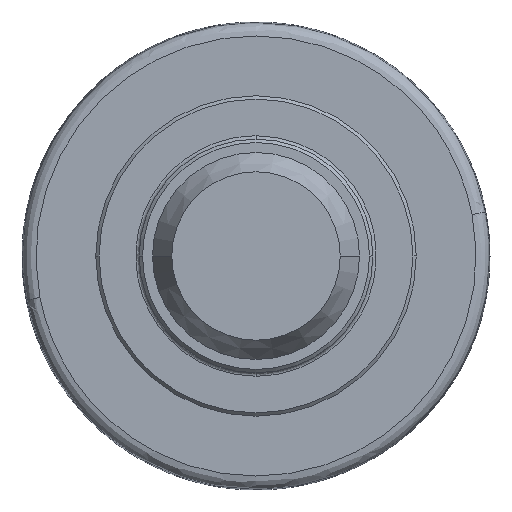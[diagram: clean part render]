
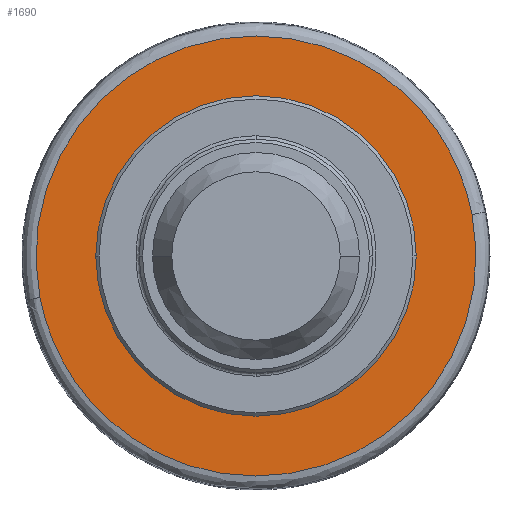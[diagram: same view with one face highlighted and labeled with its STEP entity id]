
A CAD part, left-side view. The second image highlights one B-rep face of the part: STEP entity #1690.
In plain terms, the highlighted planar face has unit normal (-1, 0, 0).
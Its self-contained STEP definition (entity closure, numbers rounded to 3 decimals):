
#45 = EDGE_CURVE ( 'NONE', #152, #178, #1490, .T. ) ;
#47 = EDGE_CURVE ( 'NONE', #149, #156, #1281, .T. ) ;
#116 = EDGE_CURVE ( 'NONE', #178, #152, #1574, .T. ) ;
#124 = EDGE_CURVE ( 'NONE', #156, #149, #1283, .T. ) ;
#147 = AXIS2_PLACEMENT_3D ( 'NONE', #705, #753, #754 ) ;
#149 = VERTEX_POINT ( 'NONE', #925 ) ;
#152 = VERTEX_POINT ( 'NONE', #927 ) ;
#156 = VERTEX_POINT ( 'NONE', #930 ) ;
#178 = VERTEX_POINT ( 'NONE', #950 ) ;
#215 = CARTESIAN_POINT ( 'NONE',  ( 18.5, -32.367, 6.221 ) ) ;
#218 = CARTESIAN_POINT ( 'NONE',  ( 18.5, 0., 0. ) ) ;
#219 = DIRECTION ( 'NONE',  ( 1., 0., 0. ) ) ;
#220 = DIRECTION ( 'NONE',  ( 0., 1., 0. ) ) ;
#225 = CARTESIAN_POINT ( 'NONE',  ( 18.5, -44.809, -58.513 ) ) ;
#226 = CARTESIAN_POINT ( 'NONE',  ( 18.5, 19.925, -70.955 ) ) ;
#227 = CARTESIAN_POINT ( 'NONE',  ( 18.5, 32.367, -6.221 ) ) ;
#705 = CARTESIAN_POINT ( 'NONE',  ( 18.5, 0., 0. ) ) ;
#753 = DIRECTION ( 'NONE',  ( 1., 0., 0. ) ) ;
#754 = DIRECTION ( 'NONE',  ( 0., 1., 0. ) ) ;
#804 = CARTESIAN_POINT ( 'NONE',  ( 18.5, 32.367, -6.221 ) ) ;
#916 = CARTESIAN_POINT ( 'NONE',  ( 18.5, 44.809, 58.513 ) ) ;
#917 = CARTESIAN_POINT ( 'NONE',  ( 18.5, -19.925, 70.955 ) ) ;
#918 = CARTESIAN_POINT ( 'NONE',  ( 18.5, -32.367, 6.221 ) ) ;
#925 = CARTESIAN_POINT ( 'NONE',  ( 18.5, -32.367, 6.221 ) ) ;
#927 = CARTESIAN_POINT ( 'NONE',  ( 18.5, 0., -21. ) ) ;
#930 = CARTESIAN_POINT ( 'NONE',  ( 18.5, 32.367, -6.221 ) ) ;
#950 = CARTESIAN_POINT ( 'NONE',  ( 18.5, 0., 21. ) ) ;
#1162 = CARTESIAN_POINT ( 'NONE',  ( 18.5, 5.862, 30.501 ) ) ;
#1196 = PLANE ( 'NONE',  #1738 ) ;
#1197 = DIRECTION ( 'NONE',  ( -1., 0., 0. ) ) ;
#1198 = DIRECTION ( 'NONE',  ( 0., 0., 1. ) ) ;
#1246 = AXIS2_PLACEMENT_3D ( 'NONE', #218, #219, #220 ) ;
#1281 =( BOUNDED_CURVE ( )  B_SPLINE_CURVE ( 3, ( #215, #225, #226, #227 ),
 .UNSPECIFIED., .F., .T. ) 
 B_SPLINE_CURVE_WITH_KNOTS ( ( 4, 4 ),
 ( 0.25, 0.75 ),
 .UNSPECIFIED. ) 
 CURVE ( )  GEOMETRIC_REPRESENTATION_ITEM ( )  RATIONAL_B_SPLINE_CURVE ( ( 1., 0.333, 0.333, 1. ) ) 
 REPRESENTATION_ITEM ( '' )  );
#1283 =( BOUNDED_CURVE ( )  B_SPLINE_CURVE ( 3, ( #804, #916, #917, #918 ),
 .UNSPECIFIED., .F., .T. ) 
 B_SPLINE_CURVE_WITH_KNOTS ( ( 4, 4 ),
 ( 0.75, 1.25 ),
 .UNSPECIFIED. ) 
 CURVE ( )  GEOMETRIC_REPRESENTATION_ITEM ( )  RATIONAL_B_SPLINE_CURVE ( ( 1., 0.333, 0.333, 1. ) ) 
 REPRESENTATION_ITEM ( '' )  );
#1383 = EDGE_LOOP ( 'NONE', ( #1428, #1429 ) ) ;
#1388 = EDGE_LOOP ( 'NONE', ( #1426, #1427 ) ) ;
#1426 = ORIENTED_EDGE ( 'NONE', *, *, #45, .T. ) ;
#1427 = ORIENTED_EDGE ( 'NONE', *, *, #116, .T. ) ;
#1428 = ORIENTED_EDGE ( 'NONE', *, *, #124, .F. ) ;
#1429 = ORIENTED_EDGE ( 'NONE', *, *, #47, .F. ) ;
#1490 = CIRCLE ( 'NONE', #1246, 21. ) ;
#1574 = CIRCLE ( 'NONE', #147, 21. ) ;
#1627 = FACE_OUTER_BOUND ( 'NONE', #1383, .T. ) ;
#1634 = FACE_BOUND ( 'NONE', #1388, .T. ) ;
#1690 = ADVANCED_FACE ( 'NONE', ( #1634, #1627 ), #1196, .T. ) ;
#1738 = AXIS2_PLACEMENT_3D ( 'NONE', #1162, #1197, #1198 ) ;
